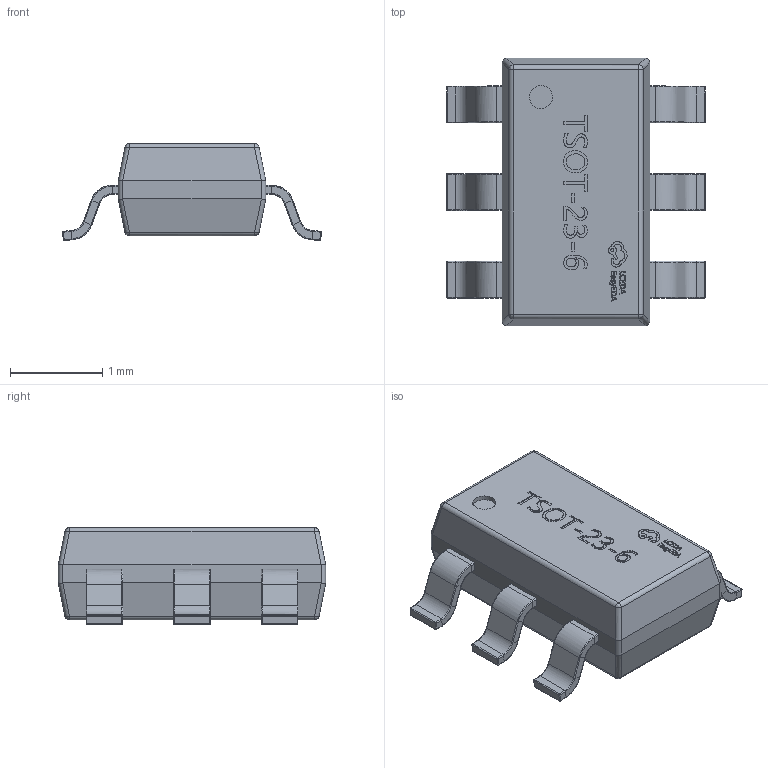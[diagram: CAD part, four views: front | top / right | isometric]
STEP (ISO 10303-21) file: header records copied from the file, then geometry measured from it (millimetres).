
FILE_DESCRIPTION(('Open CASCADE Model'),'2;1');
FILE_NAME('Open CASCADE Shape Model','2025-10-16T16:20:37',('Author'),( 'Open CASCADE'),'Open CASCADE STEP processor 7.9','Open CASCADE 7.9' ,'Unknown');
FILE_SCHEMA(('AUTOMOTIVE_DESIGN { 1 0 10303 214 1 1 1 1 }'));
Length unit declared in the file: millimetre
Products named in the file (1): COMPOUND
Bounding box: 2.81 x 2.9 x 1.05 mm (x, y, z)
Volume: 4.6 mm3; surface area: 22.3 mm2
Topology: 20 solids, 20 shells, 743 faces, 1782 edges, 1086 vertices
Faces by surface type: bspline 743
Entity records: 29443 total; most frequent: CARTESIAN_POINT 13433, ORIENTED_EDGE 3540, EDGE_CURVE 1770, B_SPLINE_CURVE_WITH_KNOTS 1406, VERTEX_POINT 1086, FACE_BOUND 774, EDGE_LOOP 774, PRESENTATION_STYLE_ASSIGNMENT 763
